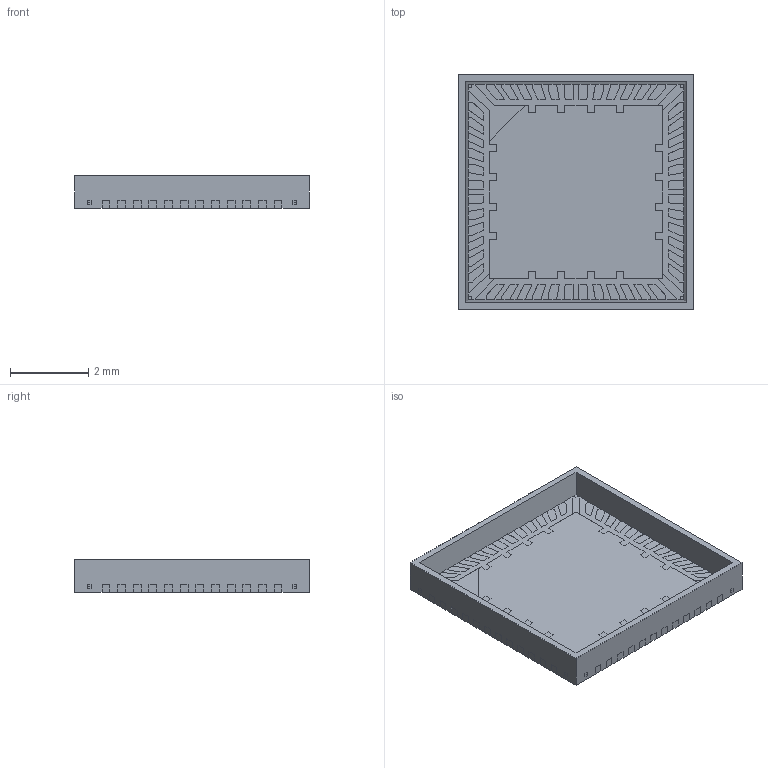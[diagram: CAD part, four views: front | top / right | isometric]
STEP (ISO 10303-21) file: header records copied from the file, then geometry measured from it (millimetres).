
FILE_DESCRIPTION (( 'STEP AP214' ), '1' );
FILE_NAME ('6x6_48_4.STEP', '2013-08-17T16:12:47', ( 'sw2011vm-Admin' ), ( '' ), 'SwSTEP 2.0', 'SolidWorks 2012', '' );
FILE_SCHEMA (( 'AUTOMOTIVE_DESIGN' ));
Length unit declared in the file: millimetre
Products named in the file (4): 6x6_48_.4_tiebar; 6x6_48_.4_metalB; 6x6_48_.4_mold; 6x6_48_4
Assembly tree (3 placements, depth 2):
  6x6_48_4
    6x6_48_.4_mold
    6x6_48_.4_metalB
    6x6_48_.4_tiebar
Bounding box: 6 x 6 x 0.84 mm (x, y, z)
Volume: 10.4 mm3; surface area: 156.2 mm2
Topology: 54 solids, 54 shells, 1411 faces, 4005 edges, 2598 vertices
Faces by surface type: plane 1411
Entity records: 45377 total; most frequent: CARTESIAN_POINT 8035, ORIENTED_EDGE 8010, DIRECTION 6834, EDGE_CURVE 4005, VECTOR 4000, LINE 4000, VERTEX_POINT 2598, EDGE_LOOP 1421
